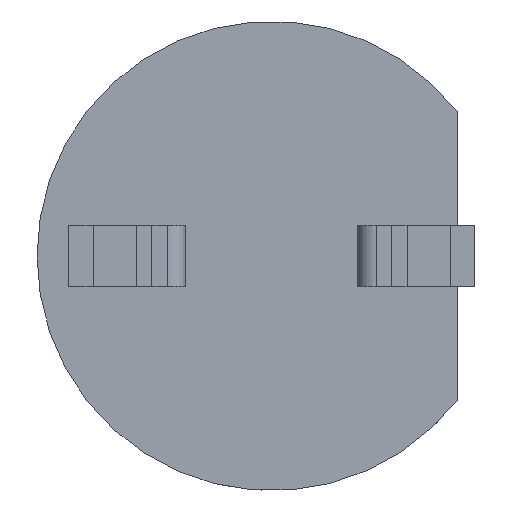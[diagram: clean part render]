
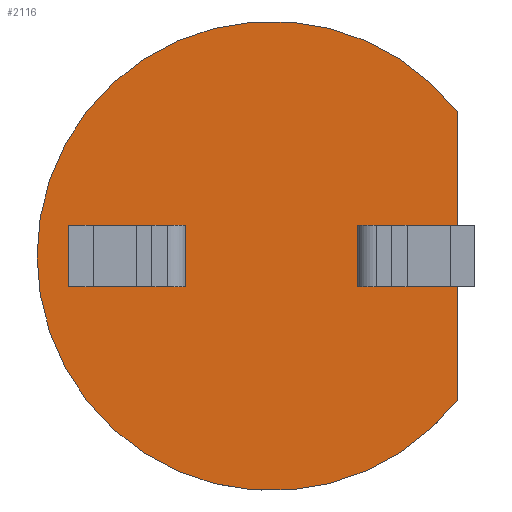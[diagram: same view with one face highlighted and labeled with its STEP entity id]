
A CAD part, left-side view. The second image highlights one B-rep face of the part: STEP entity #2116.
In plain terms, the highlighted planar face has unit normal (-1, 0, 0).
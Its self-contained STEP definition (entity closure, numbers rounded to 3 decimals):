
#86 = DIRECTION ( 'NONE',  ( 0., 1., 0. ) ) ;
#112 = CARTESIAN_POINT ( 'NONE',  ( 0., 0., 0. ) ) ;
#249 = AXIS2_PLACEMENT_3D ( 'NONE', #560, #2072, #711 ) ;
#308 = CARTESIAN_POINT ( 'NONE',  ( 0., -1.5, 1.166 ) ) ;
#336 = EDGE_CURVE ( 'NONE', #1730, #1710, #1601, .T. ) ;
#416 = CARTESIAN_POINT ( 'NONE',  ( 0., -1.5, -1.166 ) ) ;
#461 = ORIENTED_EDGE ( 'NONE', *, *, #749, .F. ) ;
#464 = AXIS2_PLACEMENT_3D ( 'NONE', #2170, #505, #670 ) ;
#505 = DIRECTION ( 'NONE',  ( 1., 0., 0. ) ) ;
#507 = EDGE_LOOP ( 'NONE', ( #1189, #461, #863 ) ) ;
#560 = CARTESIAN_POINT ( 'NONE',  ( 0., 0., 0. ) ) ;
#670 = DIRECTION ( 'NONE',  ( 0., 1., 0. ) ) ;
#711 = DIRECTION ( 'NONE',  ( 0., -1., 0. ) ) ;
#749 = EDGE_CURVE ( 'NONE', #1710, #898, #1119, .T. ) ;
#863 = ORIENTED_EDGE ( 'NONE', *, *, #336, .F. ) ;
#898 = VERTEX_POINT ( 'NONE', #308 ) ;
#1055 = VECTOR ( 'NONE', #1399, 1000. ) ;
#1119 = CIRCLE ( 'NONE', #1134, 1.9 ) ;
#1134 = AXIS2_PLACEMENT_3D ( 'NONE', #112, #2117, #86 ) ;
#1149 = EDGE_CURVE ( 'NONE', #898, #1730, #1506, .T. ) ;
#1189 = ORIENTED_EDGE ( 'NONE', *, *, #1149, .F. ) ;
#1248 = PLANE ( 'NONE',  #249 ) ;
#1399 = DIRECTION ( 'NONE',  ( 0., 0., -1. ) ) ;
#1506 = LINE ( 'NONE', #1554, #1055 ) ;
#1554 = CARTESIAN_POINT ( 'NONE',  ( 0., -1.5, -1.166 ) ) ;
#1601 = CIRCLE ( 'NONE', #464, 1.9 ) ;
#1710 = VERTEX_POINT ( 'NONE', #2078 ) ;
#1730 = VERTEX_POINT ( 'NONE', #416 ) ;
#2058 = FACE_OUTER_BOUND ( 'NONE', #507, .T. ) ;
#2072 = DIRECTION ( 'NONE',  ( -1., 0., 0. ) ) ;
#2078 = CARTESIAN_POINT ( 'NONE',  ( 0., 1.9, 0. ) ) ;
#2116 = ADVANCED_FACE ( 'NONE', ( #2058 ), #1248, .T. ) ;
#2117 = DIRECTION ( 'NONE',  ( 1., 0., 0. ) ) ;
#2170 = CARTESIAN_POINT ( 'NONE',  ( 0., 0., 0. ) ) ;
